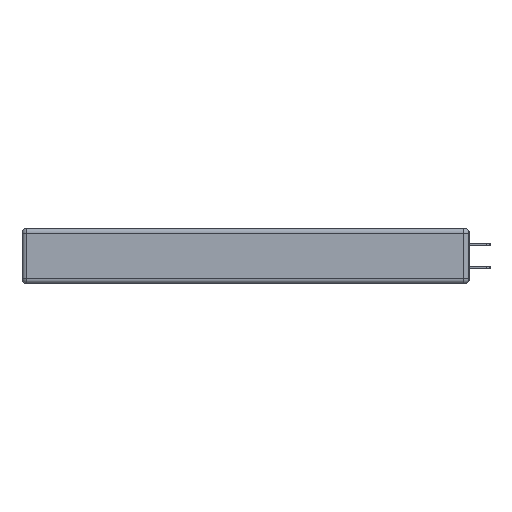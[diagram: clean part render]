
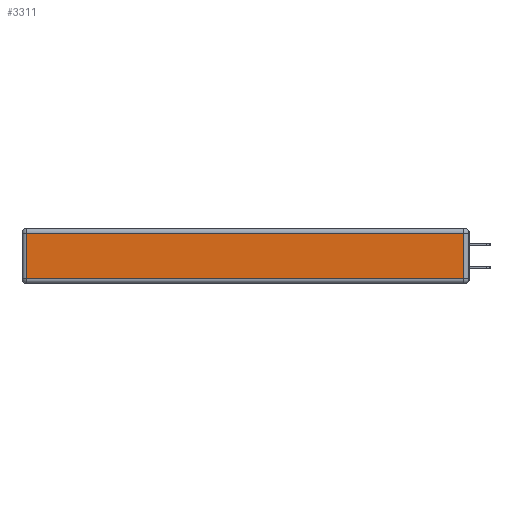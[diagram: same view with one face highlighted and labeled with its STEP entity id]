
A CAD part, left-side view. The second image highlights one B-rep face of the part: STEP entity #3311.
In plain terms, the highlighted planar face has unit normal (-1, 0, 0).
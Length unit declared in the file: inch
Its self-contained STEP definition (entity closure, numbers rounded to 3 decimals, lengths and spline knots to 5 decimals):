
#180 = CARTESIAN_POINT ( 'NONE',  ( 0., 0.03, -0.313 ) ) ;
#602 = CARTESIAN_POINT ( 'NONE',  ( 0., 0.03, -0.343 ) ) ;
#935 = VERTEX_POINT ( 'NONE', #8303 ) ;
#2231 = VECTOR ( 'NONE', #9123, 39.37008 ) ;
#2758 = CARTESIAN_POINT ( 'NONE',  ( 0., 0.03, -0.03 ) ) ;
#2907 = VERTEX_POINT ( 'NONE', #180 ) ;
#3311 = ADVANCED_FACE ( 'NONE', ( #10937 ), #20506, .T. ) ;
#3362 = LINE ( 'NONE', #602, #22360 ) ;
#4387 = DIRECTION ( 'NONE',  ( -1., 0., 0. ) ) ;
#4637 = VECTOR ( 'NONE', #15553, 39.37008 ) ;
#6964 = LINE ( 'NONE', #19748, #2231 ) ;
#7076 = CARTESIAN_POINT ( 'NONE',  ( 0., 2.72, -0.313 ) ) ;
#7438 = ORIENTED_EDGE ( 'NONE', *, *, #10908, .T. ) ;
#7612 = DIRECTION ( 'NONE',  ( 0., 0., -1. ) ) ;
#8303 = CARTESIAN_POINT ( 'NONE',  ( 0., 2.72, -0.03 ) ) ;
#9123 = DIRECTION ( 'NONE',  ( 0., -1., 0. ) ) ;
#9434 = VECTOR ( 'NONE', #7612, 39.37008 ) ;
#10719 = VERTEX_POINT ( 'NONE', #2758 ) ;
#10908 = EDGE_CURVE ( 'NONE', #10719, #935, #12179, .T. ) ;
#10937 = FACE_OUTER_BOUND ( 'NONE', #12140, .T. ) ;
#10955 = CARTESIAN_POINT ( 'NONE',  ( 0., 2.72, -0.343 ) ) ;
#11660 = LINE ( 'NONE', #10955, #9434 ) ;
#12140 = EDGE_LOOP ( 'NONE', ( #14410, #20532, #7438, #23017 ) ) ;
#12179 = LINE ( 'NONE', #13656, #4637 ) ;
#12243 = VERTEX_POINT ( 'NONE', #7076 ) ;
#13656 = CARTESIAN_POINT ( 'NONE',  ( 0., 2.75, -0.03 ) ) ;
#14410 = ORIENTED_EDGE ( 'NONE', *, *, #20291, .T. ) ;
#15334 = DIRECTION ( 'NONE',  ( 0., 0., 1. ) ) ;
#15537 = EDGE_CURVE ( 'NONE', #935, #12243, #11660, .T. ) ;
#15553 = DIRECTION ( 'NONE',  ( 0., 1., 0. ) ) ;
#17033 = CARTESIAN_POINT ( 'NONE',  ( 0., 0., -0.343 ) ) ;
#19748 = CARTESIAN_POINT ( 'NONE',  ( 0., 0., -0.313 ) ) ;
#20291 = EDGE_CURVE ( 'NONE', #12243, #2907, #6964, .T. ) ;
#20345 = DIRECTION ( 'NONE',  ( 0., 0., 1. ) ) ;
#20506 = PLANE ( 'NONE',  #21863 ) ;
#20532 = ORIENTED_EDGE ( 'NONE', *, *, #20806, .T. ) ;
#20806 = EDGE_CURVE ( 'NONE', #2907, #10719, #3362, .T. ) ;
#21863 = AXIS2_PLACEMENT_3D ( 'NONE', #17033, #4387, #15334 ) ;
#22360 = VECTOR ( 'NONE', #20345, 39.37008 ) ;
#23017 = ORIENTED_EDGE ( 'NONE', *, *, #15537, .T. ) ;
